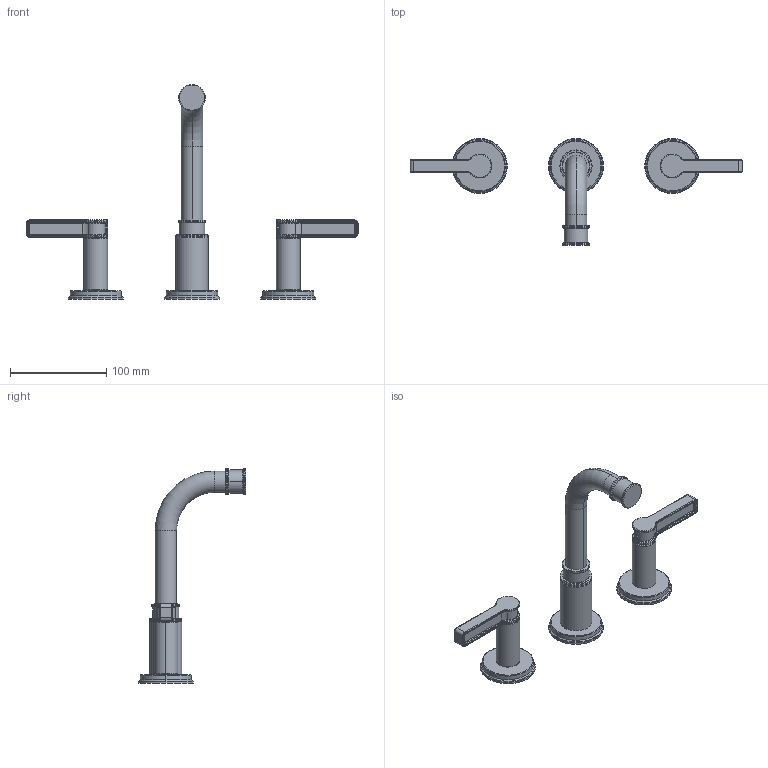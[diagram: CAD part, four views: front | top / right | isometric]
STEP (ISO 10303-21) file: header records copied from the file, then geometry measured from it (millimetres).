
FILE_DESCRIPTION((''),'2;1');
FILE_NAME('3-3271_SW0001','2020-12-01T08:34:45',('rsmith'),(''),'CREO PARAMETRIC BY PTC INC, 2018400','CREO PARAMETRIC BY PTC INC, 2018400','');
FILE_SCHEMA(('AUTOMOTIVE_DESIGN { 1 0 10303 214 1 1 1 1 }'));
Length unit declared in the file: inch
Products named in the file (1): 3-3271_SW0001
Bounding box: 344.78 x 111.38 x 223.27 mm (x, y, z)
Volume: 283116.6 mm3; surface area: 62332.7 mm2
Topology: 3 solids, 3 shells, 313 faces, 680 edges, 386 vertices
Faces by surface type: cylinder 124, torus 116, plane 45, bspline 24, cone 4
Entity records: 14171 total; most frequent: CARTESIAN_POINT 2717, DIRECTION 1676, ORIENTED_EDGE 1360, PRESENTATION_STYLE_ASSIGNMENT 996, AXIS2_PLACEMENT_3D 739, STYLED_ITEM 683, CURVE_STYLE 680, EDGE_CURVE 680
